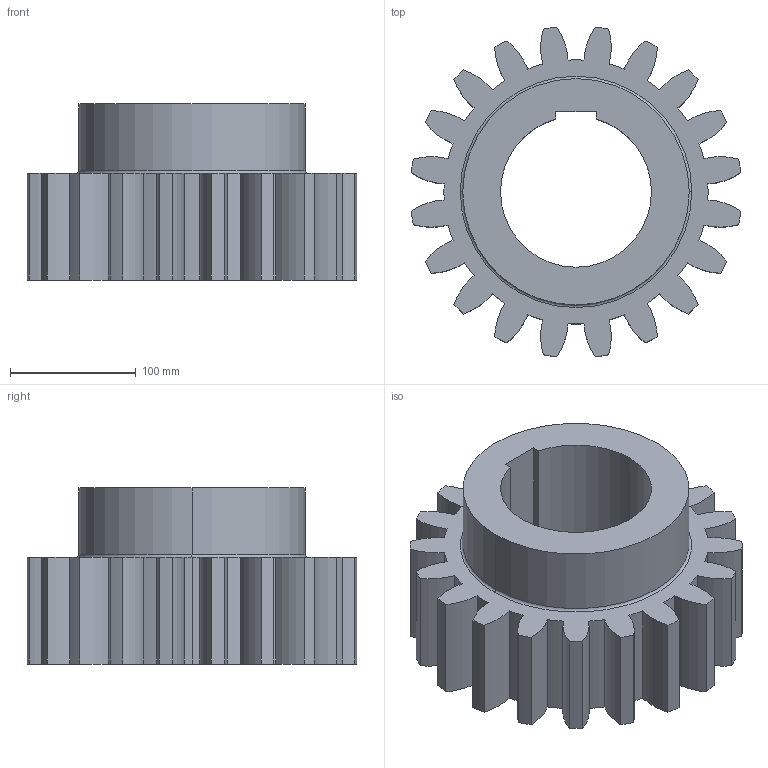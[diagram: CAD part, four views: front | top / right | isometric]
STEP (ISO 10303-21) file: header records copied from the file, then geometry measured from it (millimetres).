
FILE_DESCRIPTION (( 'STEP AP203' ), '1' );
FILE_NAME ('Pinion_gear_Default_sldprt.STEP', '2021-08-05T09:22:52', ( '' ), ( '' ), 'SwSTEP 2.0', 'SolidWorks 2021', '' );
FILE_SCHEMA (( 'CONFIG_CONTROL_DESIGN' ));
Length unit declared in the file: millimetre
Products named in the file (1): Pinion_gear_Default_sldprt
Bounding box: 262.23 x 262.23 x 140 mm (x, y, z)
Volume: 3573242.4 mm3; surface area: 286535.1 mm2
Topology: 1 solids, 1 shells, 96 faces, 277 edges, 184 vertices
Faces by surface type: cylinder 88, plane 6, torus 2
Entity records: 3346 total; most frequent: DIRECTION 651, CARTESIAN_POINT 558, ORIENTED_EDGE 554, EDGE_CURVE 277, AXIS2_PLACEMENT_3D 277, VERTEX_POINT 184, CIRCLE 180, EDGE_LOOP 99
